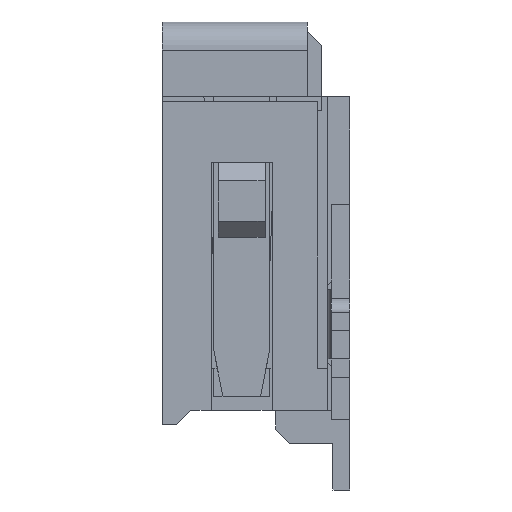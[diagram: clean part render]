
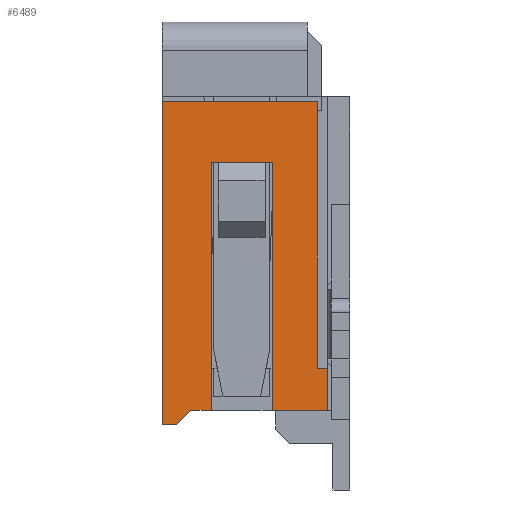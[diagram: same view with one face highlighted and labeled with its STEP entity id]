
A CAD part, left-side view. The second image highlights one B-rep face of the part: STEP entity #6489.
In plain terms, the highlighted planar face has unit normal (-1, 0, 0).
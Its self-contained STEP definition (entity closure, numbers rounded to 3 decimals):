
#13=DIRECTION('',(0.,-1.,0.));
#14=VECTOR('',#13,0.15);
#15=CARTESIAN_POINT('',(-3.65,2.,0.));
#16=LINE('',#15,#14);
#17=DIRECTION('',(0.,-1.,0.));
#18=VECTOR('',#17,1.65);
#19=CARTESIAN_POINT('',(-3.65,2.,3.45));
#20=LINE('',#19,#18);
#21=DIRECTION('',(0.,0.,-1.));
#22=VECTOR('',#21,2.85);
#23=CARTESIAN_POINT('',(-3.65,0.35,3.45));
#24=LINE('',#23,#22);
#25=DIRECTION('',(0.,1.,0.));
#26=VECTOR('',#25,0.11);
#27=CARTESIAN_POINT('',(-3.65,0.24,0.6));
#28=LINE('',#27,#26);
#29=DIRECTION('',(0.,0.,-1.));
#30=VECTOR('',#29,0.45);
#31=CARTESIAN_POINT('',(-3.65,0.24,0.6));
#32=LINE('',#31,#30);
#33=DIRECTION('',(0.,1.,0.));
#34=VECTOR('',#33,0.59);
#35=CARTESIAN_POINT('',(-3.65,0.24,0.15));
#36=LINE('',#35,#34);
#37=DIRECTION('',(0.,0.,1.));
#38=VECTOR('',#37,2.65);
#39=CARTESIAN_POINT('',(-3.65,0.83,0.15));
#40=LINE('',#39,#38);
#41=DIRECTION('',(0.,1.,0.));
#42=VECTOR('',#41,0.65);
#43=CARTESIAN_POINT('',(-3.65,0.83,2.8));
#44=LINE('',#43,#42);
#45=DIRECTION('',(0.,0.,1.));
#46=VECTOR('',#45,2.65);
#47=CARTESIAN_POINT('',(-3.65,1.48,0.15));
#48=LINE('',#47,#46);
#49=DIRECTION('',(0.,1.,0.));
#50=VECTOR('',#49,0.22);
#51=CARTESIAN_POINT('',(-3.65,1.48,0.15));
#52=LINE('',#51,#50);
#53=DIRECTION('',(0.,-0.707,0.707));
#54=VECTOR('',#53,0.212);
#55=CARTESIAN_POINT('',(-3.65,1.85,0.));
#56=LINE('',#55,#54);
#57=DIRECTION('',(0.,0.,1.));
#58=VECTOR('',#57,3.45);
#59=CARTESIAN_POINT('',(-3.65,2.,0.));
#60=LINE('',#59,#58);
#4862=CARTESIAN_POINT('',(-3.65,2.,0.));
#4864=VERTEX_POINT('',#4862);
#4983=CARTESIAN_POINT('',(-3.65,0.83,2.8));
#4984=CARTESIAN_POINT('',(-3.65,1.48,2.8));
#4985=VERTEX_POINT('',#4983);
#4986=VERTEX_POINT('',#4984);
#4987=CARTESIAN_POINT('',(-3.65,0.83,0.15));
#4988=VERTEX_POINT('',#4987);
#4989=CARTESIAN_POINT('',(-3.65,1.48,0.15));
#4990=VERTEX_POINT('',#4989);
#5157=CARTESIAN_POINT('',(-3.65,1.85,0.));
#5159=VERTEX_POINT('',#5157);
#5163=CARTESIAN_POINT('',(-3.65,1.7,0.15));
#5164=VERTEX_POINT('',#5163);
#5745=CARTESIAN_POINT('',(-3.65,0.24,0.15));
#5747=VERTEX_POINT('',#5745);
#5757=CARTESIAN_POINT('',(-3.65,0.24,0.6));
#5758=CARTESIAN_POINT('',(-3.65,0.35,0.6));
#5759=VERTEX_POINT('',#5757);
#5760=VERTEX_POINT('',#5758);
#5787=CARTESIAN_POINT('',(-3.65,2.,3.45));
#5789=VERTEX_POINT('',#5787);
#5791=CARTESIAN_POINT('',(-3.65,0.35,3.45));
#5792=VERTEX_POINT('',#5791);
#6460=CARTESIAN_POINT('',(-3.65,2.,0.));
#6461=DIRECTION('',(-1.,0.,0.));
#6462=DIRECTION('',(0.,-1.,0.));
#6463=AXIS2_PLACEMENT_3D('',#6460,#6461,#6462);
#6464=PLANE('',#6463);
#6466=ORIENTED_EDGE('',*,*,#6465,.T.);
#6468=ORIENTED_EDGE('',*,*,#6467,.T.);
#6470=ORIENTED_EDGE('',*,*,#6469,.F.);
#6472=ORIENTED_EDGE('',*,*,#6471,.T.);
#6474=ORIENTED_EDGE('',*,*,#6473,.T.);
#6476=ORIENTED_EDGE('',*,*,#6475,.T.);
#6478=ORIENTED_EDGE('',*,*,#6477,.T.);
#6480=ORIENTED_EDGE('',*,*,#6479,.F.);
#6482=ORIENTED_EDGE('',*,*,#6481,.T.);
#6483=ORIENTED_EDGE('',*,*,#6451,.F.);
#6484=ORIENTED_EDGE('',*,*,#6440,.F.);
#6486=ORIENTED_EDGE('',*,*,#6485,.T.);
#6487=EDGE_LOOP('',(#6466,#6468,#6470,#6472,#6474,#6476,#6478,#6480,#6482,#6483,
#6484,#6486));
#6488=FACE_OUTER_BOUND('',#6487,.F.);
#6489=ADVANCED_FACE('',(#6488),#6464,.T.);
#6440=EDGE_CURVE('',#4864,#5159,#16,.T.);
#6451=EDGE_CURVE('',#5159,#5164,#56,.T.);
#6465=EDGE_CURVE('',#5789,#5792,#20,.T.);
#6467=EDGE_CURVE('',#5792,#5760,#24,.T.);
#6469=EDGE_CURVE('',#5759,#5760,#28,.T.);
#6471=EDGE_CURVE('',#5759,#5747,#32,.T.);
#6473=EDGE_CURVE('',#5747,#4988,#36,.T.);
#6475=EDGE_CURVE('',#4988,#4985,#40,.T.);
#6477=EDGE_CURVE('',#4985,#4986,#44,.T.);
#6479=EDGE_CURVE('',#4990,#4986,#48,.T.);
#6481=EDGE_CURVE('',#4990,#5164,#52,.T.);
#6485=EDGE_CURVE('',#4864,#5789,#60,.T.);
